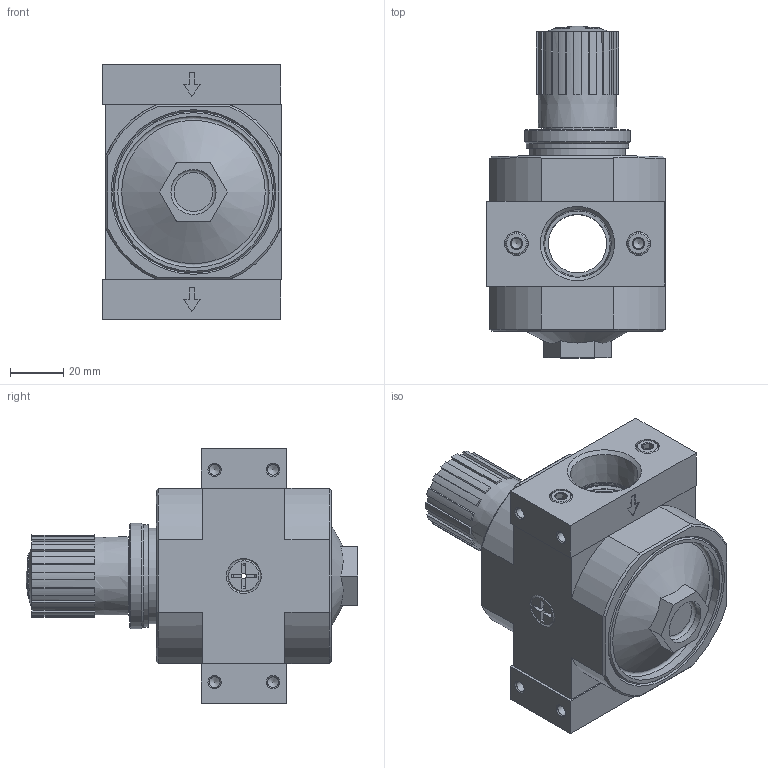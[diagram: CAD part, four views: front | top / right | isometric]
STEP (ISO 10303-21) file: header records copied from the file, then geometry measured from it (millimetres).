
FILE_DESCRIPTION(/* description */ ('STEP AP214'),/* implementation_level */ '2;1');
FILE_NAME(/* name */ '173671_LR-3_4-D-7-O-MAXI-NPT',/* time_stamp */ '2024-09-04T21:18:35+02:00',/* author */ ('License CC BY-ND 4.0'),/* organization */ ('CADENAS'),/* preprocessor_version */ 'ST-DEVELOPER v19.3',/* originating_system */ 'PARTsolutions',/* authorisation */ ' ');
FILE_SCHEMA (('AUTOMOTIVE_DESIGN {1 0 10303 214 3 1 1}'));
Length unit declared in the file: millimetre
Products named in the file (7): 173671 LR-3/4-D-7-O-MAXI-NPT---(0); 127314 LR-D-7-MAXI--(0); 398011 LRVS-D-MINI; 714676 PBL-3/4-D-MAXI-NPT-R--P1; DIN-912 - M5x20(F); 714674 PBL-3/4-D-MAXI-NPT-L--P1; 125696 LR/LFR-D-MAXI
Assembly tree (10 placements, depth 2):
  173671 LR-3/4-D-7-O-MAXI-NPT---(0)
    127314 LR-D-7-MAXI--(0)
    398011 LRVS-D-MINI
    714676 PBL-3/4-D-MAXI-NPT-R--P1
    DIN-912 - M5x20(F)  x4
    714674 PBL-3/4-D-MAXI-NPT-L--P1
    125696 LR/LFR-D-MAXI  x2
Bounding box: 67.1 x 125 x 96 mm (x, y, z)
Volume: 325789.5 mm3; surface area: 60948.2 mm2
Topology: 10 solids, 10 shells, 438 faces, 1035 edges, 648 vertices
Faces by surface type: plane 246, cone 94, cylinder 82, torus 11, sphere 5
Full cylindrical faces by diameter (mm): 2 x2, 4.134 x8, 4.2 x2, 5 x4, 5.3 x4, 8.5 x4, 9 x4, 9.5 x2, 11.445 x2, 13.157 x2, 17 x1, 22 x1, 24.9 x1, 26.9 x1, 30 x2, 34.16 x1, 34.376 x1, 36 x1, 38.5 x1, 39.8 x1, 57 x1
Entity records: 10873 total; most frequent: CARTESIAN_POINT 1771, DIRECTION 1620, ORIENTED_EDGE 1386, EDGE_CURVE 693, AXIS2_PLACEMENT_3D 651, VERTEX_POINT 506, FACE_BOUND 477, EDGE_LOOP 468
